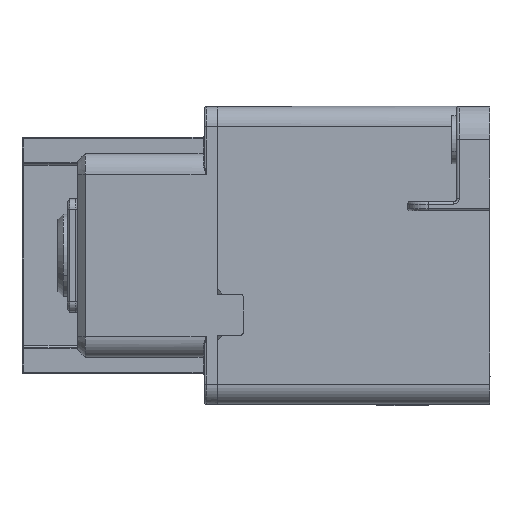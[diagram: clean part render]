
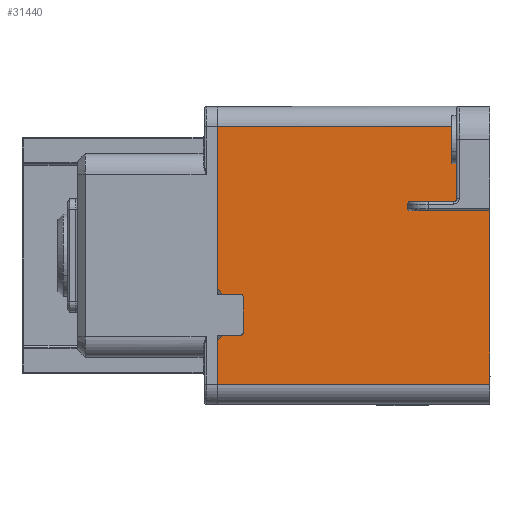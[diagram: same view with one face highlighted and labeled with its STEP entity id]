
A CAD part, left-side view. The second image highlights one B-rep face of the part: STEP entity #31440.
In plain terms, the highlighted planar face has unit normal (-1, 0, 0).
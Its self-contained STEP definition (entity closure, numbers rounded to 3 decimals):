
#29922=AXIS2_PLACEMENT_3D('Circle Axis2P3D',#29920,#29921,$) ;
#30084=AXIS2_PLACEMENT_3D('Circle Axis2P3D',#30082,#30083,$) ;
#30494=AXIS2_PLACEMENT_3D('Circle Axis2P3D',#30492,#30493,$) ;
#31371=AXIS2_PLACEMENT_3D('Circle Axis2P3D',#31369,#31370,$) ;
#31398=AXIS2_PLACEMENT_3D('Plane Axis2P3D',#31395,#31396,#31397) ;
#31416=AXIS2_PLACEMENT_3D('Circle Axis2P3D',#31414,#31415,$) ;
#26595=CARTESIAN_POINT('Vertex',(-31.55,52.88,-25.5)) ;
#26611=CARTESIAN_POINT('Vertex',(-31.55,-0.12,-25.5)) ;
#26614=CARTESIAN_POINT('Line Origine',(-31.55,26.38,-25.5)) ;
#28664=CARTESIAN_POINT('Line Origine',(-31.55,52.88,8.75)) ;
#28668=CARTESIAN_POINT('Vertex',(-31.55,52.88,-7.)) ;
#28670=CARTESIAN_POINT('Vertex',(-31.55,52.88,24.5)) ;
#28704=CARTESIAN_POINT('Line Origine',(-31.55,52.88,-21.25)) ;
#28708=CARTESIAN_POINT('Vertex',(-31.55,52.88,-17.)) ;
#28957=CARTESIAN_POINT('Vertex',(-31.55,51.88,-8.)) ;
#28962=CARTESIAN_POINT('Line Origine',(-31.55,52.38,-7.5)) ;
#29023=CARTESIAN_POINT('Line Origine',(-31.55,52.38,-16.5)) ;
#29027=CARTESIAN_POINT('Vertex',(-31.55,51.88,-16.)) ;
#29816=CARTESIAN_POINT('Vertex',(-31.55,15.38,10.)) ;
#29839=CARTESIAN_POINT('Vertex',(-31.55,6.88,10.)) ;
#29842=CARTESIAN_POINT('Line Origine',(-31.55,11.13,10.)) ;
#29859=CARTESIAN_POINT('Vertex',(-31.55,6.38,24.5)) ;
#29864=CARTESIAN_POINT('Line Origine',(-31.55,6.38,17.5)) ;
#29868=CARTESIAN_POINT('Vertex',(-31.55,6.38,10.5)) ;
#29920=CARTESIAN_POINT('Axis2P3D Location',(-31.55,6.88,10.5)) ;
#30079=CARTESIAN_POINT('Vertex',(-31.55,15.88,9.5)) ;
#30082=CARTESIAN_POINT('Axis2P3D Location',(-31.55,15.38,9.5)) ;
#30099=CARTESIAN_POINT('Line Origine',(-31.55,26.38,24.5)) ;
#30117=CARTESIAN_POINT('Line Origine',(-31.55,7.63,8.2)) ;
#30121=CARTESIAN_POINT('Vertex',(-31.55,15.38,8.2)) ;
#30123=CARTESIAN_POINT('Vertex',(-31.55,-0.12,8.2)) ;
#30172=CARTESIAN_POINT('Line Origine',(-31.55,-0.12,-8.65)) ;
#30402=CARTESIAN_POINT('Line Origine',(-31.55,15.88,9.1)) ;
#30406=CARTESIAN_POINT('Vertex',(-31.55,15.88,8.7)) ;
#30492=CARTESIAN_POINT('Axis2P3D Location',(-31.55,15.38,8.7)) ;
#31345=CARTESIAN_POINT('Line Origine',(-31.55,50.13,-16.)) ;
#31349=CARTESIAN_POINT('Vertex',(-31.55,48.38,-16.)) ;
#31369=CARTESIAN_POINT('Axis2P3D Location',(-31.55,48.38,-15.5)) ;
#31373=CARTESIAN_POINT('Vertex',(-31.55,47.88,-15.5)) ;
#31395=CARTESIAN_POINT('Axis2P3D Location',(-31.55,-0.12,28.5)) ;
#31400=CARTESIAN_POINT('Line Origine',(-31.55,47.88,-12.)) ;
#31404=CARTESIAN_POINT('Vertex',(-31.55,47.88,-8.5)) ;
#31407=CARTESIAN_POINT('Line Origine',(-31.55,50.13,-8.)) ;
#31411=CARTESIAN_POINT('Vertex',(-31.55,48.38,-8.)) ;
#31414=CARTESIAN_POINT('Axis2P3D Location',(-31.55,48.38,-8.5)) ;
#26615=DIRECTION('Vector Direction',(0.,1.,0.)) ;
#28665=DIRECTION('Vector Direction',(0.,0.,-1.)) ;
#28705=DIRECTION('Vector Direction',(0.,0.,-1.)) ;
#28963=DIRECTION('Vector Direction',(0.,-0.707,-0.707)) ;
#29024=DIRECTION('Vector Direction',(0.,-0.707,0.707)) ;
#29843=DIRECTION('Vector Direction',(0.,1.,0.)) ;
#29865=DIRECTION('Vector Direction',(0.,0.,1.)) ;
#29921=DIRECTION('Axis2P3D Direction',(-1.,0.,0.)) ;
#30083=DIRECTION('Axis2P3D Direction',(-1.,0.,0.)) ;
#30100=DIRECTION('Vector Direction',(0.,1.,0.)) ;
#30118=DIRECTION('Vector Direction',(0.,1.,0.)) ;
#30173=DIRECTION('Vector Direction',(0.,0.,-1.)) ;
#30403=DIRECTION('Vector Direction',(0.,0.,1.)) ;
#30493=DIRECTION('Axis2P3D Direction',(-1.,0.,0.)) ;
#31346=DIRECTION('Vector Direction',(0.,1.,0.)) ;
#31370=DIRECTION('Axis2P3D Direction',(-1.,0.,0.)) ;
#31396=DIRECTION('Axis2P3D Direction',(1.,0.,0.)) ;
#31397=DIRECTION('Axis2P3D XDirection',(0.,0.,-1.)) ;
#31401=DIRECTION('Vector Direction',(0.,0.,-1.)) ;
#31408=DIRECTION('Vector Direction',(0.,1.,0.)) ;
#31415=DIRECTION('Axis2P3D Direction',(1.,0.,0.)) ;
#26616=VECTOR('Line Direction',#26615,1.) ;
#28666=VECTOR('Line Direction',#28665,1.) ;
#28706=VECTOR('Line Direction',#28705,1.) ;
#28964=VECTOR('Line Direction',#28963,1.) ;
#29025=VECTOR('Line Direction',#29024,1.) ;
#29844=VECTOR('Line Direction',#29843,1.) ;
#29866=VECTOR('Line Direction',#29865,1.) ;
#30101=VECTOR('Line Direction',#30100,1.) ;
#30119=VECTOR('Line Direction',#30118,1.) ;
#30174=VECTOR('Line Direction',#30173,1.) ;
#30404=VECTOR('Line Direction',#30403,1.) ;
#31347=VECTOR('Line Direction',#31346,1.) ;
#31402=VECTOR('Line Direction',#31401,1.) ;
#31409=VECTOR('Line Direction',#31408,1.) ;
#31420=ORIENTED_EDGE('',*,*,#31406,.T.) ;
#31421=ORIENTED_EDGE('',*,*,#31375,.T.) ;
#31422=ORIENTED_EDGE('',*,*,#31351,.T.) ;
#31423=ORIENTED_EDGE('',*,*,#29029,.F.) ;
#31424=ORIENTED_EDGE('',*,*,#28710,.F.) ;
#31425=ORIENTED_EDGE('',*,*,#26618,.F.) ;
#31426=ORIENTED_EDGE('',*,*,#30176,.T.) ;
#31427=ORIENTED_EDGE('',*,*,#30125,.F.) ;
#31428=ORIENTED_EDGE('',*,*,#30496,.F.) ;
#31429=ORIENTED_EDGE('',*,*,#30408,.T.) ;
#31430=ORIENTED_EDGE('',*,*,#30086,.F.) ;
#31431=ORIENTED_EDGE('',*,*,#29846,.T.) ;
#31432=ORIENTED_EDGE('',*,*,#29924,.T.) ;
#31433=ORIENTED_EDGE('',*,*,#29870,.F.) ;
#31434=ORIENTED_EDGE('',*,*,#30103,.T.) ;
#31435=ORIENTED_EDGE('',*,*,#28672,.F.) ;
#31436=ORIENTED_EDGE('',*,*,#28966,.F.) ;
#31437=ORIENTED_EDGE('',*,*,#31413,.F.) ;
#31438=ORIENTED_EDGE('',*,*,#31418,.T.) ;
#31440=ADVANCED_FACE('54626605006_FRAME ASS''Y,LOWER,GER-400ST.1\\54626605006_FRAME ASS''Y,LOWER,GER-400ST1\\Fianl match with plm 2d drawing__170419',(#31439),#31399,.F.) ;
#29923=CIRCLE('generated circle',#29922,0.5) ;
#30085=CIRCLE('generated circle',#30084,0.5) ;
#30495=CIRCLE('generated circle',#30494,0.5) ;
#31372=CIRCLE('generated circle',#31371,0.5) ;
#31417=CIRCLE('generated circle',#31416,0.5) ;
#26618=EDGE_CURVE('',#26612,#26596,#26617,.T.) ;
#28672=EDGE_CURVE('',#28669,#28671,#28667,.F.) ;
#28710=EDGE_CURVE('',#26596,#28709,#28707,.F.) ;
#28966=EDGE_CURVE('',#28958,#28669,#28965,.F.) ;
#29029=EDGE_CURVE('',#28709,#29028,#29026,.T.) ;
#29846=EDGE_CURVE('',#29817,#29840,#29845,.F.) ;
#29870=EDGE_CURVE('',#29860,#29869,#29867,.F.) ;
#29924=EDGE_CURVE('',#29840,#29869,#29923,.T.) ;
#30086=EDGE_CURVE('',#29817,#30080,#30085,.T.) ;
#30103=EDGE_CURVE('',#29860,#28671,#30102,.T.) ;
#30125=EDGE_CURVE('',#30122,#30124,#30120,.F.) ;
#30176=EDGE_CURVE('',#26612,#30124,#30175,.F.) ;
#30408=EDGE_CURVE('',#30407,#30080,#30405,.T.) ;
#30496=EDGE_CURVE('',#30407,#30122,#30495,.T.) ;
#31351=EDGE_CURVE('',#31350,#29028,#31348,.T.) ;
#31375=EDGE_CURVE('',#31374,#31350,#31372,.F.) ;
#31406=EDGE_CURVE('',#31405,#31374,#31403,.T.) ;
#31413=EDGE_CURVE('',#31412,#28958,#31410,.T.) ;
#31418=EDGE_CURVE('',#31412,#31405,#31417,.T.) ;
#31419=EDGE_LOOP('',(#31420,#31421,#31422,#31423,#31424,#31425,#31426,#31427,#31428,#31429,#31430,#31431,#31432,#31433,#31434,#31435,#31436,#31437,#31438)) ;
#31439=FACE_OUTER_BOUND('',#31419,.T.) ;
#26617=LINE('Line',#26614,#26616) ;
#28667=LINE('Line',#28664,#28666) ;
#28707=LINE('Line',#28704,#28706) ;
#28965=LINE('Line',#28962,#28964) ;
#29026=LINE('Line',#29023,#29025) ;
#29845=LINE('Line',#29842,#29844) ;
#29867=LINE('Line',#29864,#29866) ;
#30102=LINE('Line',#30099,#30101) ;
#30120=LINE('Line',#30117,#30119) ;
#30175=LINE('Line',#30172,#30174) ;
#30405=LINE('Line',#30402,#30404) ;
#31348=LINE('Line',#31345,#31347) ;
#31403=LINE('Line',#31400,#31402) ;
#31410=LINE('Line',#31407,#31409) ;
#31399=PLANE('',#31398) ;
#26596=VERTEX_POINT('',#26595) ;
#26612=VERTEX_POINT('',#26611) ;
#28669=VERTEX_POINT('',#28668) ;
#28671=VERTEX_POINT('',#28670) ;
#28709=VERTEX_POINT('',#28708) ;
#28958=VERTEX_POINT('',#28957) ;
#29028=VERTEX_POINT('',#29027) ;
#29817=VERTEX_POINT('',#29816) ;
#29840=VERTEX_POINT('',#29839) ;
#29860=VERTEX_POINT('',#29859) ;
#29869=VERTEX_POINT('',#29868) ;
#30080=VERTEX_POINT('',#30079) ;
#30122=VERTEX_POINT('',#30121) ;
#30124=VERTEX_POINT('',#30123) ;
#30407=VERTEX_POINT('',#30406) ;
#31350=VERTEX_POINT('',#31349) ;
#31374=VERTEX_POINT('',#31373) ;
#31405=VERTEX_POINT('',#31404) ;
#31412=VERTEX_POINT('',#31411) ;
